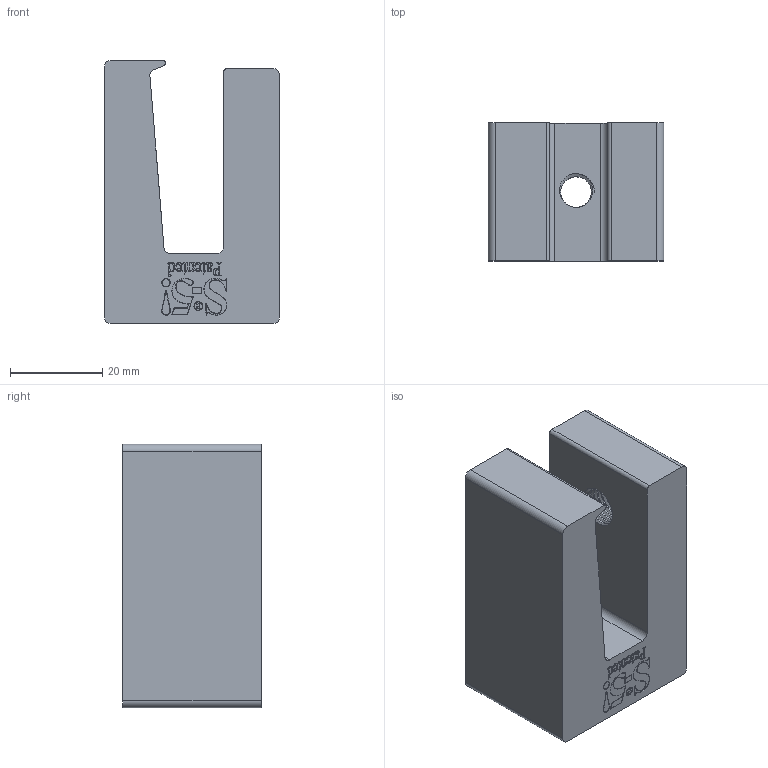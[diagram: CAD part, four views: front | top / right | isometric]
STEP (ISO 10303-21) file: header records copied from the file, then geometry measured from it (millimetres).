
FILE_DESCRIPTION (( 'STEP AP203' ), '1' );
FILE_NAME ('S-5-N 1.5 Mini.STEP', '2016-12-15T18:16:27', ( '' ), ( '' ), 'SwSTEP 2.0', 'SolidWorks 2017', '' );
FILE_SCHEMA (( 'CONFIG_CONTROL_DESIGN' ));
Length unit declared in the file: inch
Products named in the file (1): S-5-N 1.5 Mini
Bounding box: 38.1 x 30 x 57.22 mm (x, y, z)
Volume: 45106.9 mm3; surface area: 12128.1 mm2
Topology: 1 solids, 1 shells, 607 faces, 1685 edges, 1123 vertices
Faces by surface type: plane 280, bspline 204, cylinder 116, cone 7
Entity records: 28754 total; most frequent: CARTESIAN_POINT 15056, ORIENTED_EDGE 3370, DIRECTION 1946, EDGE_CURVE 1685, VERTEX_POINT 1123, LINE 1016, VECTOR 1016, EDGE_LOOP 654
